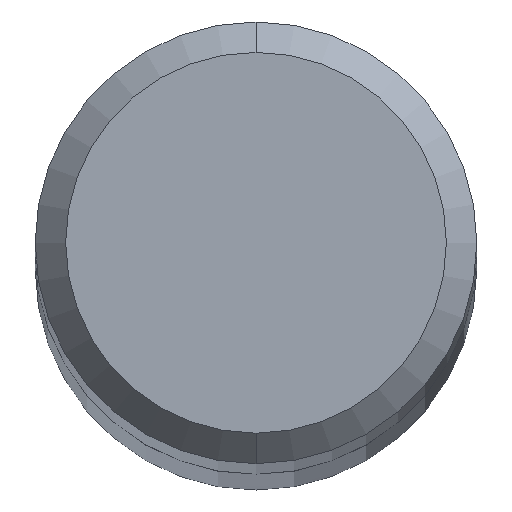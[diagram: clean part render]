
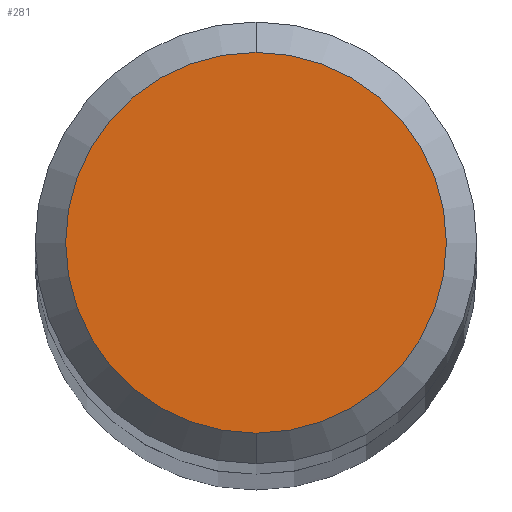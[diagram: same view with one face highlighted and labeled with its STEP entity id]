
A CAD part, top view. The second image highlights one B-rep face of the part: STEP entity #281.
In plain terms, the highlighted planar face has unit normal (0, 0, 1).
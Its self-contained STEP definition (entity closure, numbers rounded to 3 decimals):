
#185=VERTEX_POINT('',#465);
#231=EDGE_CURVE('',#185,#307,#518,.T.);
#281=ADVANCED_FACE('',(#572),#573,.T.);
#307=VERTEX_POINT('',#600);
#367=EDGE_CURVE('',#307,#185,#666,.T.);
#465=CARTESIAN_POINT('',(0.0,2.5,0.0));
#518=CIRCLE('',#840,2.5);
#572=FACE_OUTER_BOUND('',#980,.T.);
#573=PLANE('',#981);
#600=CARTESIAN_POINT('',(0.,-2.5,0.0));
#666=CIRCLE('',#1204,2.5);
#840=AXIS2_PLACEMENT_3D('',#1448,#1449,#1450);
#980=EDGE_LOOP('',(#1502,#1503));
#981=AXIS2_PLACEMENT_3D('',#1504,#1505,#1506);
#1204=AXIS2_PLACEMENT_3D('',#1585,#1586,#1587);
#1448=CARTESIAN_POINT('',(0.0,0.0,0.0));
#1449=DIRECTION('',(0.0,0.0,-1.0));
#1450=DIRECTION('',(0.0,1.0,0.0));
#1502=ORIENTED_EDGE('',*,*,#231,.F.);
#1503=ORIENTED_EDGE('',*,*,#367,.F.);
#1504=CARTESIAN_POINT('',(0.0,1.25,0.0));
#1505=DIRECTION('',(-0.0,0.0,1.0));
#1506=DIRECTION('',(0.0,-1.0,0.0));
#1585=CARTESIAN_POINT('',(0.0,0.0,0.0));
#1586=DIRECTION('',(0.0,0.0,-1.0));
#1587=DIRECTION('',(0.0,1.0,0.0));
